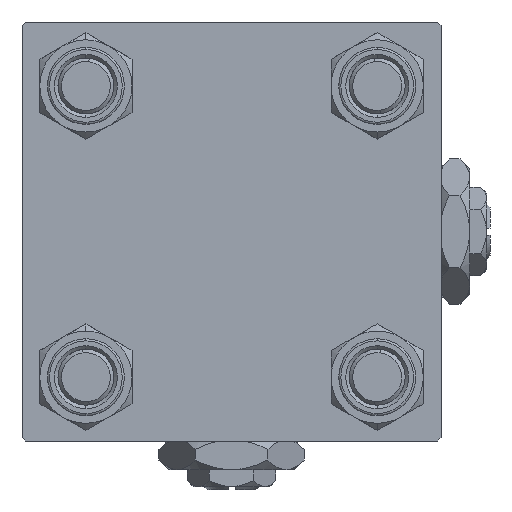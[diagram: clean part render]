
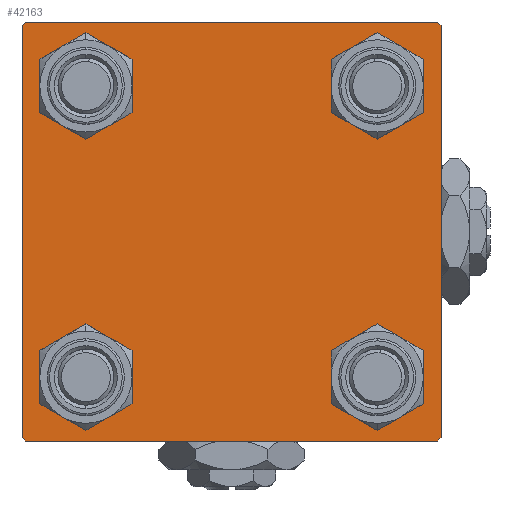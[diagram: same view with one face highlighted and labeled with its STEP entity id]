
A CAD part, left-side view. The second image highlights one B-rep face of the part: STEP entity #42163.
In plain terms, the highlighted planar face has unit normal (-1, 0, 0).
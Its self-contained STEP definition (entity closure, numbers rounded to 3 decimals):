
#14 = EDGE_CURVE ( 'NONE', #16584, #15070, #41462, .T. ) ;
#155 = VECTOR ( 'NONE', #18054, 1000. ) ;
#468 = CARTESIAN_POINT ( 'NONE',  ( 0., 20.85, -20.85 ) ) ;
#681 = CARTESIAN_POINT ( 'NONE',  ( 0., 20.85, -20.85 ) ) ;
#726 = DIRECTION ( 'NONE',  ( 0., 0., 1. ) ) ;
#1410 = DIRECTION ( 'NONE',  ( 0., -1., 0. ) ) ;
#1640 = CARTESIAN_POINT ( 'NONE',  ( 0., -29.75, -29.75 ) ) ;
#1763 = CARTESIAN_POINT ( 'NONE',  ( 0., 29.75, 29.75 ) ) ;
#2211 = LINE ( 'NONE', #13694, #10849 ) ;
#2262 = CIRCLE ( 'NONE', #13335, 4.5 ) ;
#3365 = AXIS2_PLACEMENT_3D ( 'NONE', #26524, #34012, #17980 ) ;
#3521 = AXIS2_PLACEMENT_3D ( 'NONE', #31853, #48383, #44382 ) ;
#3569 = CARTESIAN_POINT ( 'NONE',  ( 0., 20.85, 20.85 ) ) ;
#3835 = EDGE_CURVE ( 'NONE', #17822, #49051, #9644, .T. ) ;
#4340 = EDGE_CURVE ( 'NONE', #31041, #33814, #7030, .T. ) ;
#5259 = ORIENTED_EDGE ( 'NONE', *, *, #35237, .T. ) ;
#5305 = ORIENTED_EDGE ( 'NONE', *, *, #14, .T. ) ;
#5546 = CARTESIAN_POINT ( 'NONE',  ( 0., -29.75, 29.75 ) ) ;
#5689 = FACE_BOUND ( 'NONE', #31043, .T. ) ;
#5801 = AXIS2_PLACEMENT_3D ( 'NONE', #3569, #7812, #47614 ) ;
#5870 = ORIENTED_EDGE ( 'NONE', *, *, #27254, .T. ) ;
#6229 = CARTESIAN_POINT ( 'NONE',  ( 0., -29.5, -30. ) ) ;
#6478 = FACE_BOUND ( 'NONE', #29415, .T. ) ;
#7009 = CARTESIAN_POINT ( 'NONE',  ( 0., -20.85, 20.85 ) ) ;
#7030 = LINE ( 'NONE', #26810, #37782 ) ;
#7769 = CARTESIAN_POINT ( 'NONE',  ( 0., -30., 29.5 ) ) ;
#7812 = DIRECTION ( 'NONE',  ( 1., 0., 0. ) ) ;
#7891 = EDGE_CURVE ( 'NONE', #21503, #33814, #26471, .T. ) ;
#8057 = DIRECTION ( 'NONE',  ( 0., -0.707, -0.707 ) ) ;
#8296 = ORIENTED_EDGE ( 'NONE', *, *, #27790, .T. ) ;
#9148 = DIRECTION ( 'NONE',  ( 0., 0., 1. ) ) ;
#9277 = ORIENTED_EDGE ( 'NONE', *, *, #33622, .F. ) ;
#9644 = CIRCLE ( 'NONE', #30959, 4.5 ) ;
#10849 = VECTOR ( 'NONE', #1410, 1000. ) ;
#11738 = CARTESIAN_POINT ( 'NONE',  ( 0., -29.5, 30. ) ) ;
#12178 = VECTOR ( 'NONE', #21687, 1000. ) ;
#12430 = DIRECTION ( 'NONE',  ( 1., 0., 0. ) ) ;
#13335 = AXIS2_PLACEMENT_3D ( 'NONE', #48300, #19476, #40309 ) ;
#13470 = CARTESIAN_POINT ( 'NONE',  ( 0., 20.85, -25.35 ) ) ;
#13694 = CARTESIAN_POINT ( 'NONE',  ( 0., 30., -30. ) ) ;
#15039 = DIRECTION ( 'NONE',  ( 1., 0., 0. ) ) ;
#15070 = VERTEX_POINT ( 'NONE', #49435 ) ;
#15284 = EDGE_LOOP ( 'NONE', ( #15337, #28798 ) ) ;
#15337 = ORIENTED_EDGE ( 'NONE', *, *, #52730, .T. ) ;
#16371 = VERTEX_POINT ( 'NONE', #11738 ) ;
#16584 = VERTEX_POINT ( 'NONE', #38936 ) ;
#16863 = ORIENTED_EDGE ( 'NONE', *, *, #29598, .T. ) ;
#17460 = AXIS2_PLACEMENT_3D ( 'NONE', #42259, #30248, #9148 ) ;
#17822 = VERTEX_POINT ( 'NONE', #13470 ) ;
#17980 = DIRECTION ( 'NONE',  ( 0., 0., 1. ) ) ;
#18037 = AXIS2_PLACEMENT_3D ( 'NONE', #681, #12430, #28720 ) ;
#18054 = DIRECTION ( 'NONE',  ( 0., 0.707, -0.707 ) ) ;
#18358 = LINE ( 'NONE', #5546, #29197 ) ;
#18544 = AXIS2_PLACEMENT_3D ( 'NONE', #36248, #29016, #28242 ) ;
#19173 = CIRCLE ( 'NONE', #17460, 4.5 ) ;
#19288 = CARTESIAN_POINT ( 'NONE',  ( 0., 29.5, 30. ) ) ;
#19433 = LINE ( 'NONE', #24486, #32754 ) ;
#19476 = DIRECTION ( 'NONE',  ( 1., 0., 0. ) ) ;
#20148 = EDGE_CURVE ( 'NONE', #31041, #16371, #18358, .T. ) ;
#20559 = CIRCLE ( 'NONE', #3521, 4.5 ) ;
#21179 = CARTESIAN_POINT ( 'NONE',  ( 0., -20.85, 16.35 ) ) ;
#21503 = VERTEX_POINT ( 'NONE', #6229 ) ;
#21687 = DIRECTION ( 'NONE',  ( 0., 0., -1. ) ) ;
#21699 = VERTEX_POINT ( 'NONE', #27952 ) ;
#21828 = DIRECTION ( 'NONE',  ( 0., 0.707, 0.707 ) ) ;
#22075 = CARTESIAN_POINT ( 'NONE',  ( 0., 20.85, -16.35 ) ) ;
#22758 = FACE_BOUND ( 'NONE', #42397, .T. ) ;
#22823 = VERTEX_POINT ( 'NONE', #46140 ) ;
#23348 = EDGE_CURVE ( 'NONE', #26309, #16584, #38339, .T. ) ;
#23815 = CARTESIAN_POINT ( 'NONE',  ( 0., 29.75, -29.75 ) ) ;
#24486 = CARTESIAN_POINT ( 'NONE',  ( 0., 30., 30. ) ) ;
#26055 = VERTEX_POINT ( 'NONE', #21179 ) ;
#26309 = VERTEX_POINT ( 'NONE', #19288 ) ;
#26471 = LINE ( 'NONE', #1640, #50039 ) ;
#26524 = CARTESIAN_POINT ( 'NONE',  ( 0., 0., 0. ) ) ;
#26791 = FACE_BOUND ( 'NONE', #15284, .T. ) ;
#26810 = CARTESIAN_POINT ( 'NONE',  ( 0., -30., 30. ) ) ;
#27254 = EDGE_CURVE ( 'NONE', #15070, #36044, #34285, .T. ) ;
#27790 = EDGE_CURVE ( 'NONE', #21699, #26055, #19173, .T. ) ;
#27952 = CARTESIAN_POINT ( 'NONE',  ( 0., -20.85, 25.35 ) ) ;
#28242 = DIRECTION ( 'NONE',  ( 0., 0., 1. ) ) ;
#28595 = AXIS2_PLACEMENT_3D ( 'NONE', #7009, #15039, #51841 ) ;
#28720 = DIRECTION ( 'NONE',  ( 0., 0., 1. ) ) ;
#28798 = ORIENTED_EDGE ( 'NONE', *, *, #31344, .T. ) ;
#28847 = CIRCLE ( 'NONE', #5801, 4.5 ) ;
#29016 = DIRECTION ( 'NONE',  ( 1., 0., 0. ) ) ;
#29197 = VECTOR ( 'NONE', #21828, 1000. ) ;
#29415 = EDGE_LOOP ( 'NONE', ( #36651, #37704 ) ) ;
#29598 = EDGE_CURVE ( 'NONE', #26055, #21699, #35424, .T. ) ;
#30248 = DIRECTION ( 'NONE',  ( 1., 0., 0. ) ) ;
#30266 = PLANE ( 'NONE',  #3365 ) ;
#30959 = AXIS2_PLACEMENT_3D ( 'NONE', #468, #37307, #726 ) ;
#31041 = VERTEX_POINT ( 'NONE', #7769 ) ;
#31043 = EDGE_LOOP ( 'NONE', ( #46221, #5259 ) ) ;
#31321 = VERTEX_POINT ( 'NONE', #47505 ) ;
#31344 = EDGE_CURVE ( 'NONE', #31321, #40323, #2262, .T. ) ;
#31853 = CARTESIAN_POINT ( 'NONE',  ( 0., -20.85, -20.85 ) ) ;
#32754 = VECTOR ( 'NONE', #52514, 1000. ) ;
#32783 = CARTESIAN_POINT ( 'NONE',  ( 0., -30., -29.5 ) ) ;
#33622 = EDGE_CURVE ( 'NONE', #26309, #16371, #19433, .T. ) ;
#33814 = VERTEX_POINT ( 'NONE', #32783 ) ;
#33983 = CARTESIAN_POINT ( 'NONE',  ( 0., -20.85, -16.35 ) ) ;
#34012 = DIRECTION ( 'NONE',  ( -1., 0., 0. ) ) ;
#34245 = CIRCLE ( 'NONE', #18037, 4.5 ) ;
#34285 = LINE ( 'NONE', #23815, #44709 ) ;
#35237 = EDGE_CURVE ( 'NONE', #44375, #22823, #28847, .T. ) ;
#35424 = CIRCLE ( 'NONE', #28595, 4.5 ) ;
#36044 = VERTEX_POINT ( 'NONE', #47116 ) ;
#36235 = ORIENTED_EDGE ( 'NONE', *, *, #36290, .T. ) ;
#36248 = CARTESIAN_POINT ( 'NONE',  ( 0., 20.85, 20.85 ) ) ;
#36290 = EDGE_CURVE ( 'NONE', #36044, #21503, #2211, .T. ) ;
#36651 = ORIENTED_EDGE ( 'NONE', *, *, #46461, .T. ) ;
#37307 = DIRECTION ( 'NONE',  ( 1., 0., 0. ) ) ;
#37704 = ORIENTED_EDGE ( 'NONE', *, *, #3835, .T. ) ;
#37782 = VECTOR ( 'NONE', #39347, 1000. ) ;
#37912 = EDGE_CURVE ( 'NONE', #22823, #44375, #44125, .T. ) ;
#38339 = LINE ( 'NONE', #1763, #155 ) ;
#38460 = ORIENTED_EDGE ( 'NONE', *, *, #7891, .T. ) ;
#38545 = FACE_OUTER_BOUND ( 'NONE', #46153, .T. ) ;
#38936 = CARTESIAN_POINT ( 'NONE',  ( 0., 30., 29.5 ) ) ;
#39347 = DIRECTION ( 'NONE',  ( 0., 0., -1. ) ) ;
#40309 = DIRECTION ( 'NONE',  ( 0., 0., 1. ) ) ;
#40323 = VERTEX_POINT ( 'NONE', #33983 ) ;
#41462 = LINE ( 'NONE', #45467, #12178 ) ;
#42163 = ADVANCED_FACE ( 'NONE', ( #22758, #26791, #6478, #5689, #38545 ), #30266, .T. ) ;
#42259 = CARTESIAN_POINT ( 'NONE',  ( 0., -20.85, 20.85 ) ) ;
#42397 = EDGE_LOOP ( 'NONE', ( #8296, #16863 ) ) ;
#42764 = DIRECTION ( 'NONE',  ( 0., -0.707, 0.707 ) ) ;
#44009 = ORIENTED_EDGE ( 'NONE', *, *, #4340, .F. ) ;
#44125 = CIRCLE ( 'NONE', #18544, 4.5 ) ;
#44375 = VERTEX_POINT ( 'NONE', #48929 ) ;
#44382 = DIRECTION ( 'NONE',  ( 0., 0., 1. ) ) ;
#44709 = VECTOR ( 'NONE', #8057, 1000. ) ;
#45467 = CARTESIAN_POINT ( 'NONE',  ( 0., 30., 30. ) ) ;
#46140 = CARTESIAN_POINT ( 'NONE',  ( 0., 20.85, 25.35 ) ) ;
#46153 = EDGE_LOOP ( 'NONE', ( #5305, #5870, #36235, #38460, #44009, #50178, #9277, #50841 ) ) ;
#46221 = ORIENTED_EDGE ( 'NONE', *, *, #37912, .T. ) ;
#46461 = EDGE_CURVE ( 'NONE', #49051, #17822, #34245, .T. ) ;
#47116 = CARTESIAN_POINT ( 'NONE',  ( 0., 29.5, -30. ) ) ;
#47505 = CARTESIAN_POINT ( 'NONE',  ( 0., -20.85, -25.35 ) ) ;
#47614 = DIRECTION ( 'NONE',  ( 0., 0., 1. ) ) ;
#48300 = CARTESIAN_POINT ( 'NONE',  ( 0., -20.85, -20.85 ) ) ;
#48383 = DIRECTION ( 'NONE',  ( 1., 0., 0. ) ) ;
#48929 = CARTESIAN_POINT ( 'NONE',  ( 0., 20.85, 16.35 ) ) ;
#49051 = VERTEX_POINT ( 'NONE', #22075 ) ;
#49435 = CARTESIAN_POINT ( 'NONE',  ( 0., 30., -29.5 ) ) ;
#50039 = VECTOR ( 'NONE', #42764, 1000. ) ;
#50178 = ORIENTED_EDGE ( 'NONE', *, *, #20148, .T. ) ;
#50841 = ORIENTED_EDGE ( 'NONE', *, *, #23348, .T. ) ;
#51841 = DIRECTION ( 'NONE',  ( 0., 0., 1. ) ) ;
#52514 = DIRECTION ( 'NONE',  ( 0., -1., 0. ) ) ;
#52730 = EDGE_CURVE ( 'NONE', #40323, #31321, #20559, .T. ) ;
